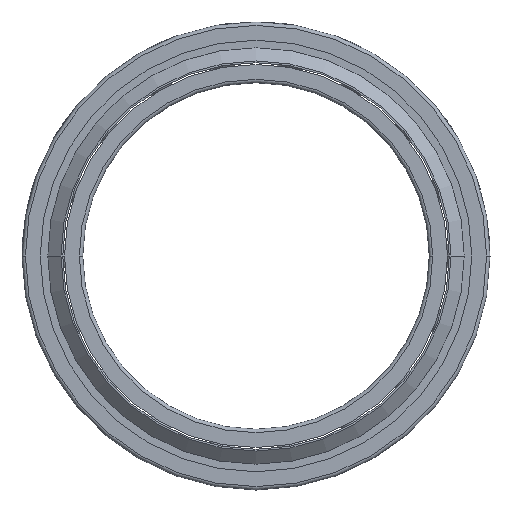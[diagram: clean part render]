
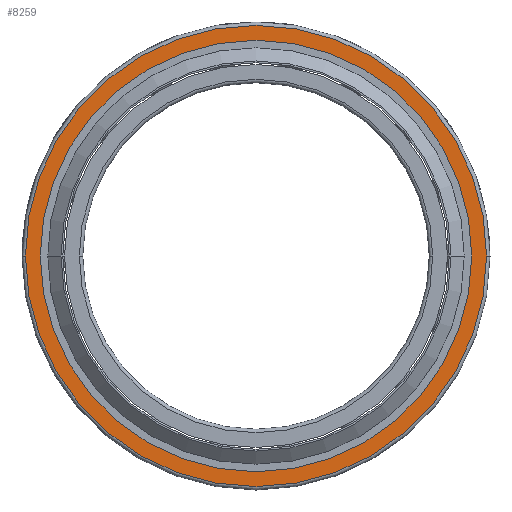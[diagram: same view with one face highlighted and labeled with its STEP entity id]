
A CAD part, left-side view. The second image highlights one B-rep face of the part: STEP entity #8259.
In plain terms, the highlighted planar face has unit normal (-1, 0, 0).
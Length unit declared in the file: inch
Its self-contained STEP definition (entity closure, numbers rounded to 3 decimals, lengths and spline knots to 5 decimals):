
#2553=CARTESIAN_POINT('',(-0.0785,0.,0.));
#2554=DIRECTION('',(-1.,0.,0.));
#2555=DIRECTION('',(0.,1.,0.));
#2556=AXIS2_PLACEMENT_3D('',#2553,#2554,#2555);
#2558=CARTESIAN_POINT('',(-0.0785,0.,0.));
#2559=DIRECTION('',(1.,0.,0.));
#2560=DIRECTION('',(0.,1.,0.));
#2561=AXIS2_PLACEMENT_3D('',#2558,#2559,#2560);
#2568=CARTESIAN_POINT('',(-0.0785,0.,0.));
#2569=DIRECTION('',(1.,0.,0.));
#2570=DIRECTION('',(0.,1.,0.));
#2571=AXIS2_PLACEMENT_3D('',#2568,#2569,#2570);
#3630=CARTESIAN_POINT('',(-0.0785,0.,0.));
#3631=DIRECTION('',(-1.,0.,0.));
#3632=DIRECTION('',(0.,1.,0.));
#3633=AXIS2_PLACEMENT_3D('',#3630,#3631,#3632);
#5128=CARTESIAN_POINT('',(-0.0785,0.52365,0.));
#5130=VERTEX_POINT('',#5128);
#5137=CARTESIAN_POINT('',(-0.0785,-0.52365,0.));
#5138=VERTEX_POINT('',#5137);
#5143=CARTESIAN_POINT('',(-0.0785,0.48998,0.));
#5144=CARTESIAN_POINT('',(-0.0785,-0.48998,0.));
#5145=VERTEX_POINT('',#5143);
#5146=VERTEX_POINT('',#5144);
#8244=CARTESIAN_POINT('',(-0.0785,0.,0.));
#8245=DIRECTION('',(1.,0.,0.));
#8246=DIRECTION('',(0.,-1.,0.));
#8247=AXIS2_PLACEMENT_3D('',#8244,#8245,#8246);
#8248=PLANE('',#8247);
#8249=ORIENTED_EDGE('',*,*,#8223,.F.);
#8250=ORIENTED_EDGE('',*,*,#8239,.T.);
#8251=EDGE_LOOP('',(#8249,#8250));
#8252=FACE_OUTER_BOUND('',#8251,.F.);
#8254=ORIENTED_EDGE('',*,*,#8253,.F.);
#8256=ORIENTED_EDGE('',*,*,#8255,.T.);
#8257=EDGE_LOOP('',(#8254,#8256));
#8258=FACE_BOUND('',#8257,.F.);
#2557=CIRCLE('',#2556,0.52365);
#2562=CIRCLE('',#2561,0.52365);
#2572=CIRCLE('',#2571,0.48998);
#3634=CIRCLE('',#3633,0.48998);
#8223=EDGE_CURVE('',#5130,#5138,#2557,.T.);
#8239=EDGE_CURVE('',#5130,#5138,#2562,.T.);
#8253=EDGE_CURVE('',#5145,#5146,#2572,.T.);
#8255=EDGE_CURVE('',#5145,#5146,#3634,.T.);
#8259=ADVANCED_FACE('',(#8252,#8258),#8248,.F.);
